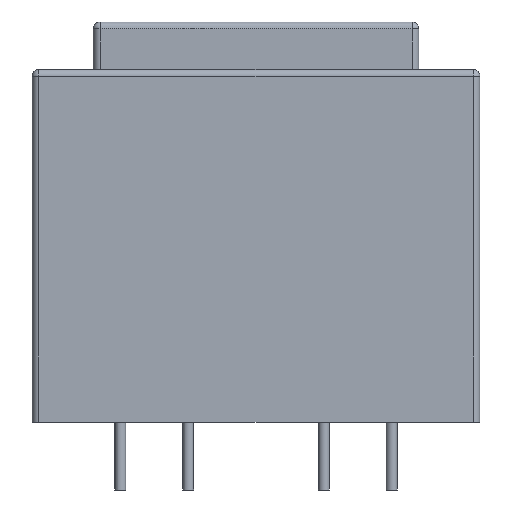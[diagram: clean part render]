
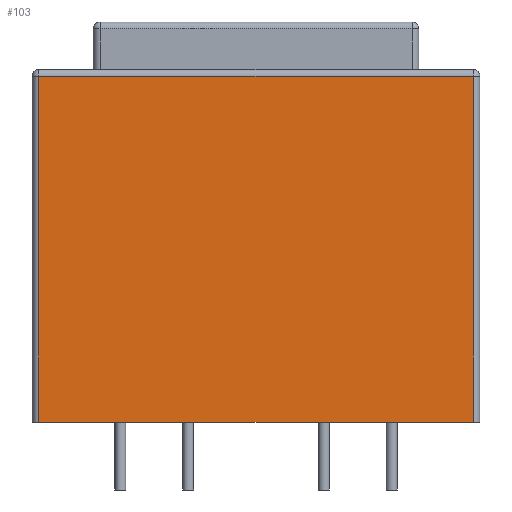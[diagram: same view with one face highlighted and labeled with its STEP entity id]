
A CAD part, front view. The second image highlights one B-rep face of the part: STEP entity #103.
In plain terms, the highlighted planar face has unit normal (0, -1, 0).
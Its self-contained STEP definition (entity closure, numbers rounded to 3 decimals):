
#103=ADVANCED_FACE('',(#490),#492,.T.);
#490=FACE_BOUND('',#491,.T.);
#491=EDGE_LOOP('',(#790,#791,#792,#793));
#492=PLANE('',#493);
#493=AXIS2_PLACEMENT_3D('',#494,#495,#496);
#494=CARTESIAN_POINT('',(-16.5,-14.,0.));
#495=DIRECTION('',(0.,-1.,0.));
#496=DIRECTION('',(1.,0.,0.));
#790=ORIENTED_EDGE('',*,*,#944,.F.);
#791=ORIENTED_EDGE('',*,*,#945,.F.);
#792=ORIENTED_EDGE('',*,*,#927,.T.);
#793=ORIENTED_EDGE('',*,*,#943,.T.);
#927=EDGE_CURVE('',#1011,#1009,#1012,.T.);
#943=EDGE_CURVE('',#1009,#1038,#1040,.T.);
#944=EDGE_CURVE('',#1041,#1038,#1042,.T.);
#945=EDGE_CURVE('',#1011,#1041,#1043,.T.);
#1009=VERTEX_POINT('',#1142);
#1011=VERTEX_POINT('',#1147);
#1012=LINE('',#1148,#1149);
#1038=VERTEX_POINT('',#1212);
#1040=LINE('',#1217,#1218);
#1041=VERTEX_POINT('',#1220);
#1042=LINE('',#1221,#1222);
#1043=LINE('',#1224,#1225);
#1142=CARTESIAN_POINT('',(16.,-14.,0.));
#1147=CARTESIAN_POINT('',(-16.,-14.,0.));
#1148=CARTESIAN_POINT('',(-16.,-14.,0.));
#1149=VECTOR('',#1150,1.);
#1150=DIRECTION('',(1.,0.,0.));
#1212=CARTESIAN_POINT('',(16.,-14.,25.5));
#1217=CARTESIAN_POINT('',(16.,-14.,0.));
#1218=VECTOR('',#1219,1.);
#1219=DIRECTION('',(0.,0.,1.));
#1220=CARTESIAN_POINT('',(-16.,-14.,25.5));
#1221=CARTESIAN_POINT('',(-16.,-14.,25.5));
#1222=VECTOR('',#1223,1.);
#1223=DIRECTION('',(1.,0.,0.));
#1224=CARTESIAN_POINT('',(-16.,-14.,0.));
#1225=VECTOR('',#1226,1.);
#1226=DIRECTION('',(0.,0.,1.));
